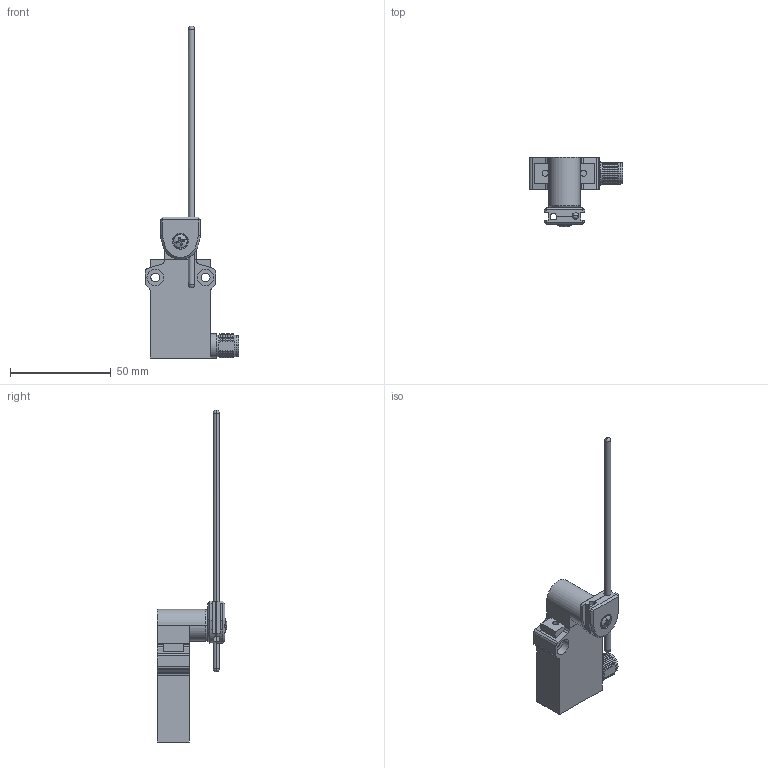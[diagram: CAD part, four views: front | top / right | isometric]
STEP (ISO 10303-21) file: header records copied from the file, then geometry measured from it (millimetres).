
FILE_DESCRIPTION (( 'STEP AP214' ), '1' );
FILE_NAME ('AEP2G71Z11MR.step', '2019-09-09T14:59:16', ( '' ), ( '' ), 'SwSTEP 2.0', 'SolidWorks 2018', '' );
FILE_SCHEMA (( 'AUTOMOTIVE_DESIGN' ));
Length unit declared in the file: inch
Products named in the file (1): AEP2G71Z11MR
Bounding box: 46.5 x 34.7 x 164.86 mm (x, y, z)
Volume: 32414.8 mm3; surface area: 13107.5 mm2
Topology: 7 solids, 7 shells, 346 faces, 898 edges, 579 vertices
Faces by surface type: plane 143, cylinder 141, cone 47, torus 6, sphere 6, bspline 3
Entity records: 18590 total; most frequent: CARTESIAN_POINT 5679, ORIENTED_EDGE 1780, DIRECTION 1708, EDGE_CURVE 890, AXIS2_PLACEMENT_3D 622, VERTEX_POINT 575, LINE 464, VECTOR 464
